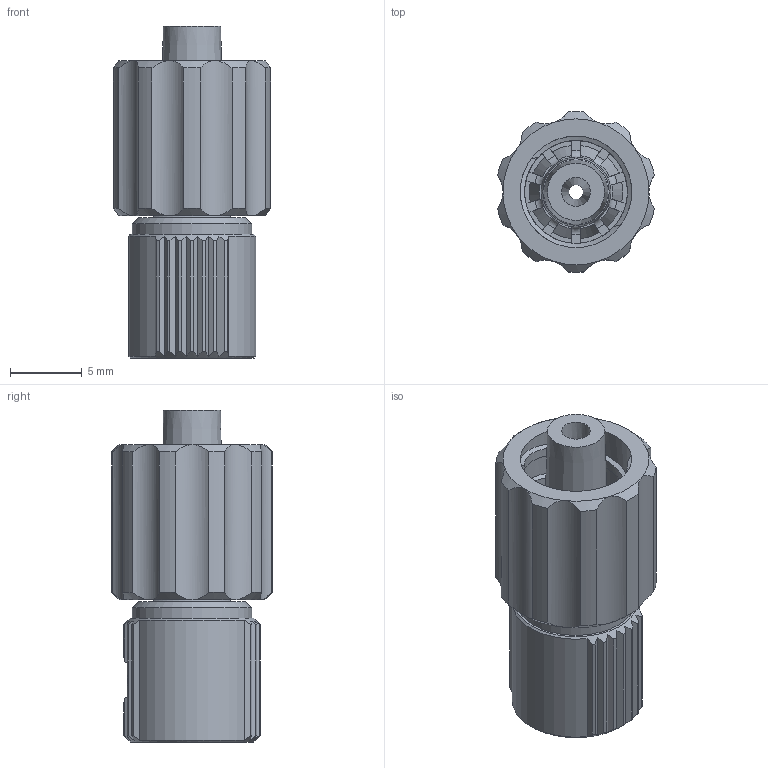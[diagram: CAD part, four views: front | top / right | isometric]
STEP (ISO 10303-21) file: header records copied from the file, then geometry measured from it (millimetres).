
FILE_DESCRIPTION (( 'STEP AP203' ), '1' );
FILE_NAME ('P-655.STEP', '2018-09-06T20:52:37', ( '' ), ( '' ), 'SwSTEP 2.0', 'SolidWorks 2017', '' );
FILE_SCHEMA (( 'CONFIG_CONTROL_DESIGN' ));
Length unit declared in the file: inch
Products named in the file (3): P-655; P-708-02_P-708-02; P-655-01_P-655-01
Assembly tree (2 placements, depth 2):
  P-655
    P-655-01_P-655-01
    P-708-02_P-708-02
Bounding box: 10.94 x 11.17 x 23.11 mm (x, y, z)
Volume: 1089.1 mm3; surface area: 1769.8 mm2
Topology: 2 solids, 2 shells, 283 faces, 785 edges, 510 vertices
Faces by surface type: plane 139, cylinder 67, cone 48, bspline 27, torus 2
Full cylindrical faces by diameter (mm): 3.937 x1, 4.851 x1, 5.41 x8, 7.163 x1, 7.772 x2, 8.306 x1
Entity records: 12086 total; most frequent: CARTESIAN_POINT 5582, ORIENTED_EDGE 1444, DIRECTION 1126, EDGE_CURVE 722, VERTEX_POINT 476, AXIS2_PLACEMENT_3D 446, EDGE_LOOP 296, FACE_OUTER_BOUND 280
